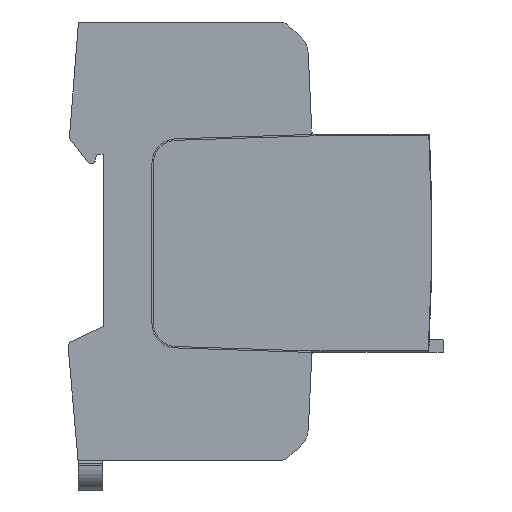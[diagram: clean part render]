
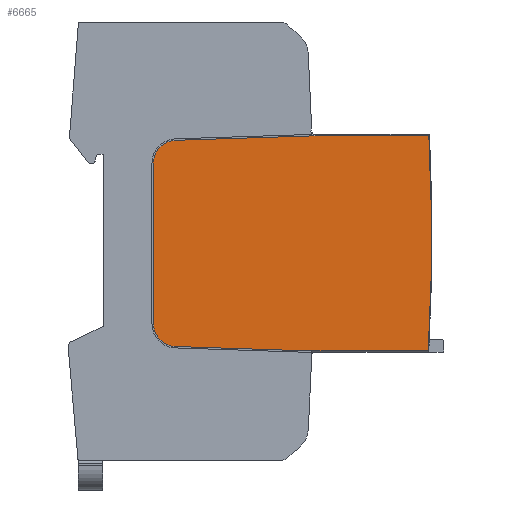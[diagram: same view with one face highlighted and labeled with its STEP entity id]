
A CAD part, left-side view. The second image highlights one B-rep face of the part: STEP entity #6665.
In plain terms, the highlighted planar face has unit normal (-1, 0, 0).
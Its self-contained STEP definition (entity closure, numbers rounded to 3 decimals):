
#486=CARTESIAN_POINT('',(-45.,336.41,0.75));
#487=DIRECTION('',(1.,0.,0.));
#488=DIRECTION('',(0.,-0.999,0.052));
#489=AXIS2_PLACEMENT_3D('',#486,#487,#488);
#491=DIRECTION('',(0.,1.,0.));
#492=VECTOR('',#491,23.898);
#493=CARTESIAN_POINT('',(-45.,-62.812,-22.527));
#494=LINE('',#493,#492);
#495=DIRECTION('',(0.,0.999,0.033));
#496=VECTOR('',#495,28.085);
#497=CARTESIAN_POINT('',(-45.,-38.914,
-22.527));
#498=LINE('',#497,#496);
#499=CARTESIAN_POINT('',(-45.,-11.,-16.9));
#500=DIRECTION('',(-1.,0.,0.));
#501=DIRECTION('',(0.,1.,0.));
#502=AXIS2_PLACEMENT_3D('',#499,#500,#501);
#504=DIRECTION('',(0.,0.,1.));
#505=VECTOR('',#504,33.);
#506=CARTESIAN_POINT('',(-45.,-6.3,-16.9));
#507=LINE('',#506,#505);
#508=CARTESIAN_POINT('',(-45.,-11.,16.1));
#509=DIRECTION('',(-1.,0.,0.));
#510=DIRECTION('',(0.,0.032,0.999));
#511=AXIS2_PLACEMENT_3D('',#508,#509,#510);
#513=DIRECTION('',(0.,-0.999,0.032));
#514=VECTOR('',#513,28.08);
#515=CARTESIAN_POINT('',(-45.,-10.849,20.798));
#516=LINE('',#515,#514);
#517=DIRECTION('',(0.,1.,0.));
#518=VECTOR('',#517,24.027);
#519=CARTESIAN_POINT('',(-45.,-62.941,21.7));
#520=LINE('',#519,#518);
#1045=CARTESIAN_POINT('',(-45.,-62.812,-22.527));
#2645=CARTESIAN_POINT('',(-45.,-62.941,21.7));
#6254=CARTESIAN_POINT('',(-45.,-38.914,
-22.527));
#6255=VERTEX_POINT('',#6254);
#6256=CARTESIAN_POINT('',(-45.,-10.844,-21.597));
#6257=VERTEX_POINT('',#6256);
#6258=CARTESIAN_POINT('',(-45.,-6.3,-16.9));
#6259=VERTEX_POINT('',#6258);
#6260=CARTESIAN_POINT('',(-45.,-6.3,16.1));
#6261=VERTEX_POINT('',#6260);
#6262=CARTESIAN_POINT('',(-45.,-10.849,20.798));
#6263=VERTEX_POINT('',#6262);
#6264=CARTESIAN_POINT('',(-45.,-38.914,
21.7));
#6265=VERTEX_POINT('',#6264);
#6560=VERTEX_POINT('',#1045);
#6561=VERTEX_POINT('',#2645);
#6642=CARTESIAN_POINT('',(-45.,0.,0.));
#6643=DIRECTION('',(1.,0.,0.));
#6644=DIRECTION('',(0.,1.,0.));
#6645=AXIS2_PLACEMENT_3D('',#6642,#6643,#6644);
#6646=PLANE('',#6645);
#6648=ORIENTED_EDGE('',*,*,#6647,.T.);
#6650=ORIENTED_EDGE('',*,*,#6649,.T.);
#6652=ORIENTED_EDGE('',*,*,#6651,.T.);
#6654=ORIENTED_EDGE('',*,*,#6653,.F.);
#6656=ORIENTED_EDGE('',*,*,#6655,.T.);
#6658=ORIENTED_EDGE('',*,*,#6657,.F.);
#6660=ORIENTED_EDGE('',*,*,#6659,.T.);
#6662=ORIENTED_EDGE('',*,*,#6661,.F.);
#6663=EDGE_LOOP('',(#6648,#6650,#6652,#6654,#6656,#6658,#6660,#6662));
#6664=FACE_OUTER_BOUND('',#6663,.F.);
#490=CIRCLE('',#489,399.9);
#503=CIRCLE('',#502,4.7);
#512=CIRCLE('',#511,4.7);
#6647=EDGE_CURVE('',#6561,#6560,#490,.T.);
#6649=EDGE_CURVE('',#6560,#6255,#494,.T.);
#6651=EDGE_CURVE('',#6255,#6257,#498,.T.);
#6653=EDGE_CURVE('',#6259,#6257,#503,.T.);
#6655=EDGE_CURVE('',#6259,#6261,#507,.T.);
#6657=EDGE_CURVE('',#6263,#6261,#512,.T.);
#6659=EDGE_CURVE('',#6263,#6265,#516,.T.);
#6661=EDGE_CURVE('',#6561,#6265,#520,.T.);
#6665=ADVANCED_FACE('',(#6664),#6646,.F.);
